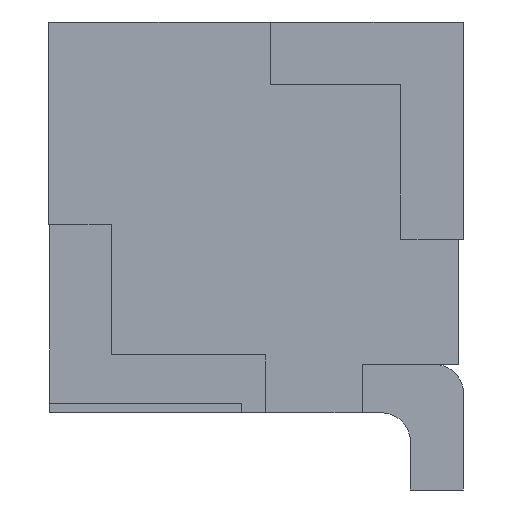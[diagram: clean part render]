
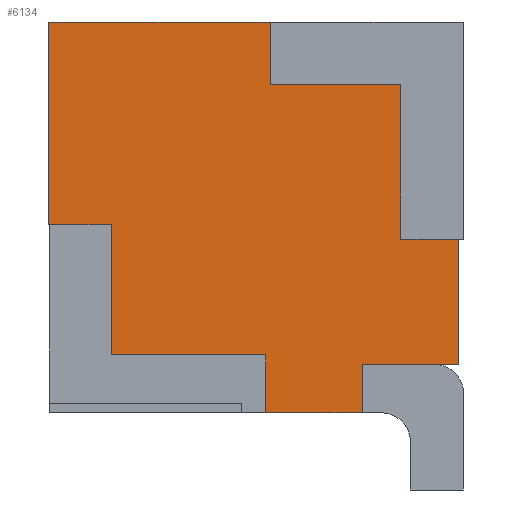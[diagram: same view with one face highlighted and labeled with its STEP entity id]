
A CAD part, left-side view. The second image highlights one B-rep face of the part: STEP entity #6134.
In plain terms, the highlighted planar face has unit normal (-1, 0, 0).
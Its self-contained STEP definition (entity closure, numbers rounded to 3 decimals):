
#64 = CARTESIAN_POINT ( 'NONE',  ( -2.875, 4.25, -2.025 ) ) ;
#195 = ORIENTED_EDGE ( 'NONE', *, *, #3886, .F. ) ;
#244 = DIRECTION ( 'NONE',  ( 0., 0., 1. ) ) ;
#317 = ORIENTED_EDGE ( 'NONE', *, *, #2174, .F. ) ;
#359 = VECTOR ( 'NONE', #410, 1000. ) ;
#374 = ORIENTED_EDGE ( 'NONE', *, *, #6201, .F. ) ;
#410 = DIRECTION ( 'NONE',  ( 0., 0., 1. ) ) ;
#506 = LINE ( 'NONE', #6507, #3689 ) ;
#578 = DIRECTION ( 'NONE',  ( 0., 0., -1. ) ) ;
#615 = DIRECTION ( 'NONE',  ( 0., 1., 0. ) ) ;
#706 = LINE ( 'NONE', #64, #4405 ) ;
#720 = EDGE_CURVE ( 'NONE', #5169, #3375, #7135, .T. ) ;
#785 = DIRECTION ( 'NONE',  ( 0., -1., 0. ) ) ;
#916 = ORIENTED_EDGE ( 'NONE', *, *, #6202, .F. ) ;
#1183 = CARTESIAN_POINT ( 'NONE',  ( -2.875, 0.6, 1.375 ) ) ;
#1286 = CARTESIAN_POINT ( 'NONE',  ( -2.875, 1.95, 2.025 ) ) ;
#1398 = LINE ( 'NONE', #3234, #5757 ) ;
#1441 = CARTESIAN_POINT ( 'NONE',  ( -2.875, 4.25, 2.025 ) ) ;
#1459 = LINE ( 'NONE', #1518, #7154 ) ;
#1461 = VERTEX_POINT ( 'NONE', #1585 ) ;
#1518 = CARTESIAN_POINT ( 'NONE',  ( -2.875, 3.6, -1.425 ) ) ;
#1585 = CARTESIAN_POINT ( 'NONE',  ( -2.875, 1.95, 1.375 ) ) ;
#1608 = CARTESIAN_POINT ( 'NONE',  ( -2.875, 1.95, 2.025 ) ) ;
#1612 = EDGE_CURVE ( 'NONE', #6397, #5879, #6161, .T. ) ;
#1734 = ORIENTED_EDGE ( 'NONE', *, *, #5488, .T. ) ;
#1864 = CARTESIAN_POINT ( 'NONE',  ( -2.875, 2., -1.425 ) ) ;
#2149 = ORIENTED_EDGE ( 'NONE', *, *, #6882, .F. ) ;
#2152 = PLANE ( 'NONE',  #7017 ) ;
#2167 = LINE ( 'NONE', #1608, #6106 ) ;
#2174 = EDGE_CURVE ( 'NONE', #5618, #3265, #5439, .T. ) ;
#2268 = VECTOR ( 'NONE', #3106, 1000. ) ;
#2281 = VERTEX_POINT ( 'NONE', #5249 ) ;
#2310 = CARTESIAN_POINT ( 'NONE',  ( -2.875, 4.25, -0.025 ) ) ;
#2404 = VERTEX_POINT ( 'NONE', #6562 ) ;
#2481 = ORIENTED_EDGE ( 'NONE', *, *, #4294, .F. ) ;
#2701 = CARTESIAN_POINT ( 'NONE',  ( -2.875, 3.6, -0.075 ) ) ;
#2734 = CARTESIAN_POINT ( 'NONE',  ( -2.875, 4.25, -0.075 ) ) ;
#2907 = FACE_OUTER_BOUND ( 'NONE', #3406, .T. ) ;
#2943 = DIRECTION ( 'NONE',  ( 0., 0., -1. ) ) ;
#2986 = DIRECTION ( 'NONE',  ( 0., 0., 1. ) ) ;
#3003 = CARTESIAN_POINT ( 'NONE',  ( -2.875, 0.6, -0.225 ) ) ;
#3010 = CARTESIAN_POINT ( 'NONE',  ( -2.875, 4.25, -1.525 ) ) ;
#3065 = EDGE_CURVE ( 'NONE', #5393, #5019, #3365, .T. ) ;
#3089 = VERTEX_POINT ( 'NONE', #1286 ) ;
#3106 = DIRECTION ( 'NONE',  ( 0., -1., 0. ) ) ;
#3221 = CARTESIAN_POINT ( 'NONE',  ( -2.875, 1., 2.025 ) ) ;
#3234 = CARTESIAN_POINT ( 'NONE',  ( -2.875, 1.95, 1.375 ) ) ;
#3265 = VERTEX_POINT ( 'NONE', #1441 ) ;
#3275 = VERTEX_POINT ( 'NONE', #6741 ) ;
#3365 = LINE ( 'NONE', #4783, #7185 ) ;
#3375 = VERTEX_POINT ( 'NONE', #5360 ) ;
#3391 = VECTOR ( 'NONE', #2986, 1000. ) ;
#3406 = EDGE_LOOP ( 'NONE', ( #317, #195, #5762, #6076, #5902, #2481, #1734, #3688, #6582, #5340, #7313, #374, #916, #2149 ) ) ;
#3688 = ORIENTED_EDGE ( 'NONE', *, *, #4723, .F. ) ;
#3689 = VECTOR ( 'NONE', #785, 1000. ) ;
#3752 = CARTESIAN_POINT ( 'NONE',  ( -2.875, 0.6, -0.225 ) ) ;
#3886 = EDGE_CURVE ( 'NONE', #3375, #5618, #5036, .T. ) ;
#4030 = VECTOR ( 'NONE', #6691, 1000. ) ;
#4076 = CARTESIAN_POINT ( 'NONE',  ( -2.875, 3.6, -1.425 ) ) ;
#4165 = LINE ( 'NONE', #3221, #359 ) ;
#4294 = EDGE_CURVE ( 'NONE', #3275, #5393, #706, .T. ) ;
#4370 = VECTOR ( 'NONE', #2943, 1000. ) ;
#4405 = VECTOR ( 'NONE', #615, 1000. ) ;
#4427 = DIRECTION ( 'NONE',  ( 1., 0., 0. ) ) ;
#4723 = EDGE_CURVE ( 'NONE', #2281, #2404, #6958, .T. ) ;
#4783 = CARTESIAN_POINT ( 'NONE',  ( -2.875, 2., -1.425 ) ) ;
#4799 = CARTESIAN_POINT ( 'NONE',  ( -2.875, 0., 2.025 ) ) ;
#4820 = DIRECTION ( 'NONE',  ( 0., 1., 0. ) ) ;
#4892 = VECTOR ( 'NONE', #4820, 1000. ) ;
#4911 = CARTESIAN_POINT ( 'NONE',  ( -2.875, 2., -2.025 ) ) ;
#4972 = DIRECTION ( 'NONE',  ( 0., 1., 0. ) ) ;
#5019 = VERTEX_POINT ( 'NONE', #1864 ) ;
#5020 = DIRECTION ( 'NONE',  ( 0., 1., 0. ) ) ;
#5036 = LINE ( 'NONE', #2734, #6203 ) ;
#5169 = VERTEX_POINT ( 'NONE', #4076 ) ;
#5249 = CARTESIAN_POINT ( 'NONE',  ( -2.875, 0., -1.525 ) ) ;
#5298 = DIRECTION ( 'NONE',  ( 0., 0., 1. ) ) ;
#5340 = ORIENTED_EDGE ( 'NONE', *, *, #6831, .F. ) ;
#5360 = CARTESIAN_POINT ( 'NONE',  ( -2.875, 3.6, -0.075 ) ) ;
#5393 = VERTEX_POINT ( 'NONE', #4911 ) ;
#5439 = LINE ( 'NONE', #2310, #3391 ) ;
#5488 = EDGE_CURVE ( 'NONE', #3275, #2404, #4165, .T. ) ;
#5546 = CARTESIAN_POINT ( 'NONE',  ( -2.875, 0., 0. ) ) ;
#5618 = VERTEX_POINT ( 'NONE', #6310 ) ;
#5757 = VECTOR ( 'NONE', #7213, 1000. ) ;
#5762 = ORIENTED_EDGE ( 'NONE', *, *, #720, .F. ) ;
#5879 = VERTEX_POINT ( 'NONE', #3752 ) ;
#5902 = ORIENTED_EDGE ( 'NONE', *, *, #3065, .F. ) ;
#5936 = LINE ( 'NONE', #3003, #2268 ) ;
#5969 = CARTESIAN_POINT ( 'NONE',  ( -2.875, 0., -0.225 ) ) ;
#5991 = VERTEX_POINT ( 'NONE', #5969 ) ;
#6030 = LINE ( 'NONE', #4799, #6372 ) ;
#6076 = ORIENTED_EDGE ( 'NONE', *, *, #7066, .F. ) ;
#6106 = VECTOR ( 'NONE', #578, 1000. ) ;
#6134 = ADVANCED_FACE ( 'NONE', ( #2907 ), #2152, .F. ) ;
#6161 = LINE ( 'NONE', #6846, #4370 ) ;
#6201 = EDGE_CURVE ( 'NONE', #1461, #6397, #1398, .T. ) ;
#6202 = EDGE_CURVE ( 'NONE', #3089, #1461, #2167, .T. ) ;
#6203 = VECTOR ( 'NONE', #5020, 1000. ) ;
#6310 = CARTESIAN_POINT ( 'NONE',  ( -2.875, 4.25, -0.075 ) ) ;
#6372 = VECTOR ( 'NONE', #5298, 1000. ) ;
#6397 = VERTEX_POINT ( 'NONE', #1183 ) ;
#6507 = CARTESIAN_POINT ( 'NONE',  ( -2.875, 4.25, 2.025 ) ) ;
#6541 = EDGE_CURVE ( 'NONE', #2281, #5991, #6030, .T. ) ;
#6562 = CARTESIAN_POINT ( 'NONE',  ( -2.875, 1., -1.525 ) ) ;
#6582 = ORIENTED_EDGE ( 'NONE', *, *, #6541, .T. ) ;
#6691 = DIRECTION ( 'NONE',  ( 0., 0., 1. ) ) ;
#6693 = DIRECTION ( 'NONE',  ( 0., 0., 1. ) ) ;
#6741 = CARTESIAN_POINT ( 'NONE',  ( -2.875, 1., -2.025 ) ) ;
#6831 = EDGE_CURVE ( 'NONE', #5879, #5991, #5936, .T. ) ;
#6846 = CARTESIAN_POINT ( 'NONE',  ( -2.875, 0.6, 1.375 ) ) ;
#6882 = EDGE_CURVE ( 'NONE', #3265, #3089, #506, .T. ) ;
#6958 = LINE ( 'NONE', #3010, #4892 ) ;
#7017 = AXIS2_PLACEMENT_3D ( 'NONE', #5546, #4427, #6693 ) ;
#7066 = EDGE_CURVE ( 'NONE', #5019, #5169, #1459, .T. ) ;
#7135 = LINE ( 'NONE', #2701, #4030 ) ;
#7154 = VECTOR ( 'NONE', #4972, 1000. ) ;
#7185 = VECTOR ( 'NONE', #244, 1000. ) ;
#7213 = DIRECTION ( 'NONE',  ( 0., -1., 0. ) ) ;
#7313 = ORIENTED_EDGE ( 'NONE', *, *, #1612, .F. ) ;
